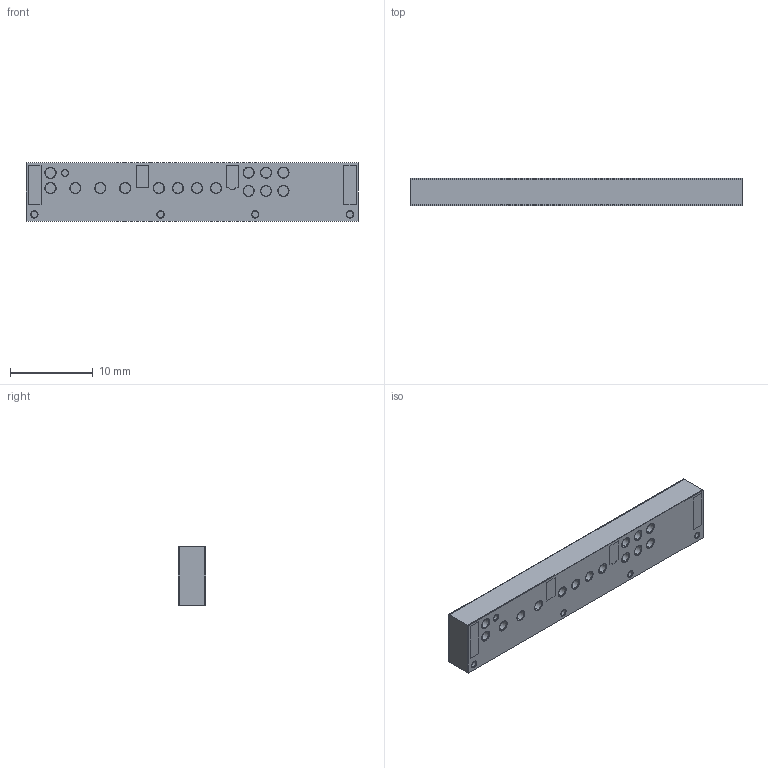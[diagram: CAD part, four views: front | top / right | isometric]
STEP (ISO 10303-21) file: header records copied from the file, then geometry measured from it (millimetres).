
FILE_DESCRIPTION (( 'STEP AP214' ), '1' );
FILE_NAME ('YC0003AA.STEP', '2023-02-14T17:22:22', ( '' ), ( '' ), 'SwSTEP 2.0', 'SolidWorks 2017', '' );
FILE_SCHEMA (( 'AUTOMOTIVE_DESIGN' ));
Length unit declared in the file: millimetre
Products named in the file (1): YC0003AA
Bounding box: 40 x 3.3 x 7 mm (x, y, z)
Volume: 864.7 mm3; surface area: 2725.9 mm2
Topology: 89 solids, 89 shells, 828 faces, 1692 edges, 1128 vertices
Faces by surface type: cylinder 498, plane 330
Entity records: 23422 total; most frequent: DIRECTION 4346, CARTESIAN_POINT 3649, ORIENTED_EDGE 3384, AXIS2_PLACEMENT_3D 1825, EDGE_CURVE 1692, VERTEX_POINT 1128, EDGE_LOOP 1086, CIRCLE 996
